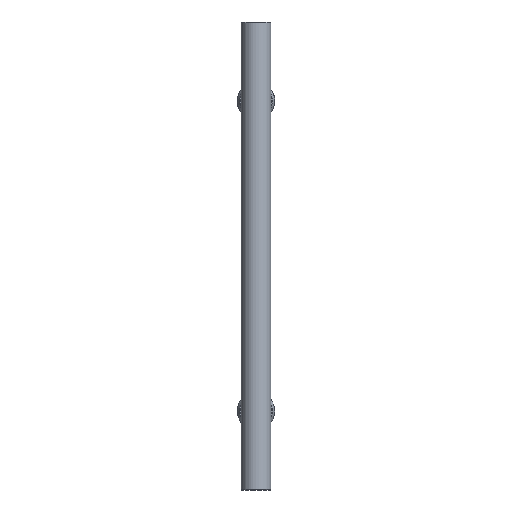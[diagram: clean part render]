
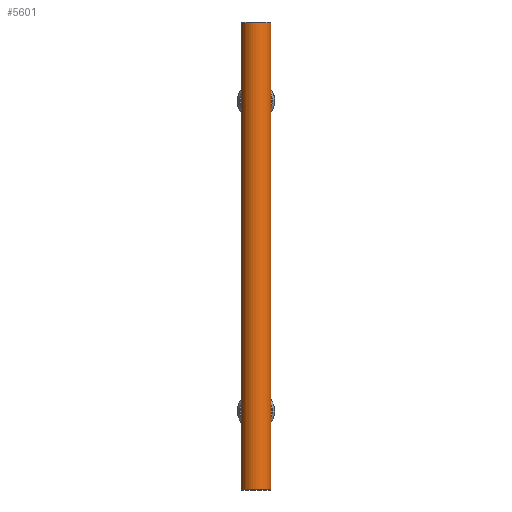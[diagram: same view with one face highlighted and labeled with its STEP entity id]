
A CAD part, left-side view. The second image highlights one B-rep face of the part: STEP entity #5601.
In plain terms, the highlighted cylindrical face has radius 9.55 mm (diameter 19.1 mm), a full revolution.
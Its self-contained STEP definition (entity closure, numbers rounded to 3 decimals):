
#39=ELLIPSE('',#6044,13.506,9.55);
#40=ELLIPSE('',#6045,13.506,9.55);
#41=ELLIPSE('',#6046,13.506,9.55);
#42=ELLIPSE('',#6047,13.506,9.55);
#43=ELLIPSE('',#6051,13.506,9.55);
#44=ELLIPSE('',#6052,13.506,9.55);
#45=ELLIPSE('',#6053,13.506,9.55);
#46=ELLIPSE('',#6054,13.506,9.55);
#653=FACE_OUTER_BOUND('',#1009,.T.);
#1009=EDGE_LOOP('',(#4051,#4052,#4053,#4054,#4055,#4056,#4057,#4058,#4059,
#4060,#4061,#4062,#4063,#4064,#4065,#4066));
#1384=LINE('',#13010,#1704);
#1385=LINE('',#13011,#1705);
#1386=LINE('',#13012,#1706);
#1704=VECTOR('',#6957,9.55);
#1705=VECTOR('',#6958,9.55);
#1706=VECTOR('',#6959,9.55);
#1983=CIRCLE('',#6058,9.55);
#1984=CIRCLE('',#6060,9.55);
#2322=VERTEX_POINT('',#12978);
#2323=VERTEX_POINT('',#12980);
#2324=VERTEX_POINT('',#12982);
#2325=VERTEX_POINT('',#12984);
#2327=VERTEX_POINT('',#12991);
#2328=VERTEX_POINT('',#12993);
#2329=VERTEX_POINT('',#12995);
#2330=VERTEX_POINT('',#12997);
#2332=VERTEX_POINT('',#13004);
#2333=VERTEX_POINT('',#13008);
#2952=EDGE_CURVE('',#2323,#2322,#39,.T.);
#2953=EDGE_CURVE('',#2324,#2323,#40,.T.);
#2954=EDGE_CURVE('',#2325,#2324,#41,.T.);
#2955=EDGE_CURVE('',#2322,#2325,#42,.T.);
#2958=EDGE_CURVE('',#2328,#2327,#43,.T.);
#2959=EDGE_CURVE('',#2329,#2328,#44,.T.);
#2960=EDGE_CURVE('',#2330,#2329,#45,.T.);
#2961=EDGE_CURVE('',#2327,#2330,#46,.T.);
#2964=EDGE_CURVE('',#2332,#2332,#1983,.T.);
#2965=EDGE_CURVE('',#2333,#2333,#1984,.T.);
#2966=EDGE_CURVE('',#2333,#2328,#1384,.T.);
#2967=EDGE_CURVE('',#2330,#2323,#1385,.T.);
#2968=EDGE_CURVE('',#2325,#2332,#1386,.T.);
#4051=ORIENTED_EDGE('',*,*,#2965,.F.);
#4052=ORIENTED_EDGE('',*,*,#2966,.T.);
#4053=ORIENTED_EDGE('',*,*,#2958,.T.);
#4054=ORIENTED_EDGE('',*,*,#2961,.T.);
#4055=ORIENTED_EDGE('',*,*,#2967,.T.);
#4056=ORIENTED_EDGE('',*,*,#2952,.T.);
#4057=ORIENTED_EDGE('',*,*,#2955,.T.);
#4058=ORIENTED_EDGE('',*,*,#2968,.T.);
#4059=ORIENTED_EDGE('',*,*,#2964,.F.);
#4060=ORIENTED_EDGE('',*,*,#2968,.F.);
#4061=ORIENTED_EDGE('',*,*,#2954,.T.);
#4062=ORIENTED_EDGE('',*,*,#2953,.T.);
#4063=ORIENTED_EDGE('',*,*,#2967,.F.);
#4064=ORIENTED_EDGE('',*,*,#2960,.T.);
#4065=ORIENTED_EDGE('',*,*,#2959,.T.);
#4066=ORIENTED_EDGE('',*,*,#2966,.F.);
#5136=CYLINDRICAL_SURFACE('',#6059,9.55);
#5601=ADVANCED_FACE('',(#653),#5136,.T.);
#6044=AXIS2_PLACEMENT_3D('',#12981,#6921,#6922);
#6045=AXIS2_PLACEMENT_3D('',#12983,#6923,#6924);
#6046=AXIS2_PLACEMENT_3D('',#12985,#6925,#6926);
#6047=AXIS2_PLACEMENT_3D('',#12986,#6927,#6928);
#6051=AXIS2_PLACEMENT_3D('',#12994,#6936,#6937);
#6052=AXIS2_PLACEMENT_3D('',#12996,#6938,#6939);
#6053=AXIS2_PLACEMENT_3D('',#12998,#6940,#6941);
#6054=AXIS2_PLACEMENT_3D('',#12999,#6942,#6943);
#6058=AXIS2_PLACEMENT_3D('',#13006,#6951,#6952);
#6059=AXIS2_PLACEMENT_3D('',#13007,#6953,#6954);
#6060=AXIS2_PLACEMENT_3D('',#13009,#6955,#6956);
#6921=DIRECTION('center_axis',(-0.707,0.,0.707));
#6922=DIRECTION('ref_axis',(-0.707,0.,-0.707));
#6923=DIRECTION('center_axis',(-0.707,0.,0.707));
#6924=DIRECTION('ref_axis',(-0.707,0.,-0.707));
#6925=DIRECTION('center_axis',(-0.707,0.,-0.707));
#6926=DIRECTION('ref_axis',(0.707,0.,-0.707));
#6927=DIRECTION('center_axis',(-0.707,0.,-0.707));
#6928=DIRECTION('ref_axis',(0.707,0.,-0.707));
#6936=DIRECTION('center_axis',(-0.707,0.,0.707));
#6937=DIRECTION('ref_axis',(-0.707,0.,-0.707));
#6938=DIRECTION('center_axis',(-0.707,0.,0.707));
#6939=DIRECTION('ref_axis',(-0.707,0.,-0.707));
#6940=DIRECTION('center_axis',(-0.707,0.,-0.707));
#6941=DIRECTION('ref_axis',(0.707,0.,-0.707));
#6942=DIRECTION('center_axis',(-0.707,0.,-0.707));
#6943=DIRECTION('ref_axis',(0.707,0.,-0.707));
#6951=DIRECTION('center_axis',(0.,0.,-1.));
#6952=DIRECTION('ref_axis',(-1.,0.,0.));
#6953=DIRECTION('center_axis',(0.,0.,1.));
#6954=DIRECTION('ref_axis',(-1.,0.,0.));
#6955=DIRECTION('center_axis',(0.,0.,1.));
#6956=DIRECTION('ref_axis',(-1.,0.,0.));
#6957=DIRECTION('',(0.,0.,-1.));
#6958=DIRECTION('',(0.,0.,-1.));
#6959=DIRECTION('',(0.,0.,-1.));
#12978=CARTESIAN_POINT('',(108.64,81.818,101.648));
#12980=CARTESIAN_POINT('',(118.19,72.268,111.198));
#12981=CARTESIAN_POINT('Origin',(108.64,72.268,101.648));
#12982=CARTESIAN_POINT('',(108.64,62.718,101.648));
#12983=CARTESIAN_POINT('Origin',(108.64,72.268,101.648));
#12984=CARTESIAN_POINT('',(118.19,72.268,92.098));
#12985=CARTESIAN_POINT('Origin',(108.64,72.268,101.648));
#12986=CARTESIAN_POINT('Origin',(108.64,72.268,101.648));
#12991=CARTESIAN_POINT('',(108.64,81.818,301.648));
#12993=CARTESIAN_POINT('',(118.19,72.268,311.198));
#12994=CARTESIAN_POINT('Origin',(108.64,72.268,301.648));
#12995=CARTESIAN_POINT('',(108.64,62.718,301.648));
#12996=CARTESIAN_POINT('Origin',(108.64,72.268,301.648));
#12997=CARTESIAN_POINT('',(118.19,72.268,292.098));
#12998=CARTESIAN_POINT('Origin',(108.64,72.268,301.648));
#12999=CARTESIAN_POINT('Origin',(108.64,72.268,301.648));
#13004=CARTESIAN_POINT('',(118.19,72.268,51.148));
#13006=CARTESIAN_POINT('Origin',(108.64,72.268,51.148));
#13007=CARTESIAN_POINT('Origin',(108.64,72.268,50.648));
#13008=CARTESIAN_POINT('',(118.19,72.268,352.148));
#13009=CARTESIAN_POINT('Origin',(108.64,72.268,352.148));
#13010=CARTESIAN_POINT('',(118.19,72.268,50.648));
#13011=CARTESIAN_POINT('',(118.19,72.268,50.648));
#13012=CARTESIAN_POINT('',(118.19,72.268,50.648));
